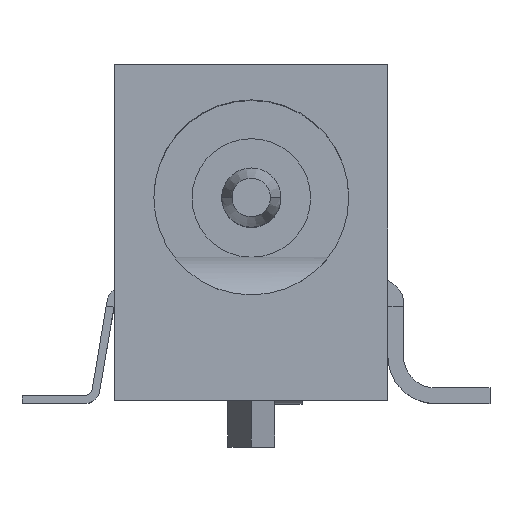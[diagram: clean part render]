
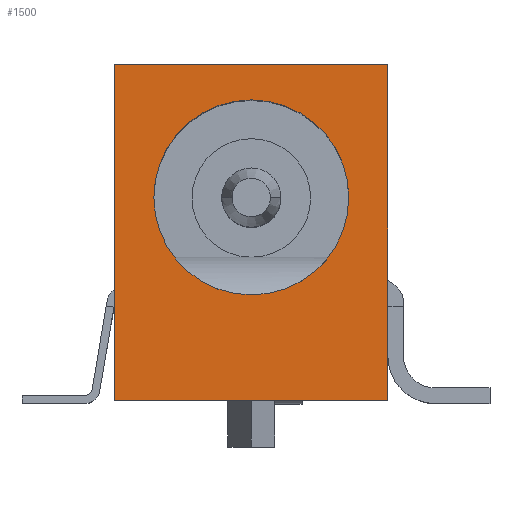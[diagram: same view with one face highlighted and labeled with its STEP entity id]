
A CAD part, top view. The second image highlights one B-rep face of the part: STEP entity #1500.
In plain terms, the highlighted planar face has unit normal (0, 0, 1).
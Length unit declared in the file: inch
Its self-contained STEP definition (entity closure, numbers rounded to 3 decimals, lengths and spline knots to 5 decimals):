
#62 = ORIENTED_EDGE ( 'NONE', *, *, #2326, .F. ) ;
#391 = VERTEX_POINT ( 'NONE', #2351 ) ;
#396 = DIRECTION ( 'NONE',  ( 0., -1., 0. ) ) ;
#421 = DIRECTION ( 'NONE',  ( -1., 0., 0. ) ) ;
#437 = LINE ( 'NONE', #1806, #4009 ) ;
#477 = FACE_OUTER_BOUND ( 'NONE', #1121, .T. ) ;
#520 = CARTESIAN_POINT ( 'NONE',  ( 0., 0.264, 0.26 ) ) ;
#561 = AXIS2_PLACEMENT_3D ( 'NONE', #520, #3758, #1530 ) ;
#674 = CARTESIAN_POINT ( 'NONE',  ( -0.125, 0.264, 0.26 ) ) ;
#685 = VERTEX_POINT ( 'NONE', #2823 ) ;
#791 = VERTEX_POINT ( 'NONE', #1568 ) ;
#951 = CARTESIAN_POINT ( 'NONE',  ( -0.175, 0.004, 0.26 ) ) ;
#955 = ORIENTED_EDGE ( 'NONE', *, *, #3620, .F. ) ;
#974 = VECTOR ( 'NONE', #2645, 39.37008 ) ;
#982 = CIRCLE ( 'NONE', #1605, 0.125 ) ;
#1011 = CARTESIAN_POINT ( 'NONE',  ( 0.175, 0.434, 0.26 ) ) ;
#1081 = LINE ( 'NONE', #1353, #974 ) ;
#1121 = EDGE_LOOP ( 'NONE', ( #3524, #62, #1871, #4182 ) ) ;
#1353 = CARTESIAN_POINT ( 'NONE',  ( -0.175, 0.004, 0.26 ) ) ;
#1398 = VECTOR ( 'NONE', #2141, 39.37008 ) ;
#1500 = ADVANCED_FACE ( 'NONE', ( #2711, #477 ), #3868, .F. ) ;
#1530 = DIRECTION ( 'NONE',  ( 1., 0., 0. ) ) ;
#1568 = CARTESIAN_POINT ( 'NONE',  ( 0.175, 0.434, 0.26 ) ) ;
#1605 = AXIS2_PLACEMENT_3D ( 'NONE', #4083, #3111, #3765 ) ;
#1737 = CIRCLE ( 'NONE', #561, 0.125 ) ;
#1806 = CARTESIAN_POINT ( 'NONE',  ( -0.175, 0.434, 0.26 ) ) ;
#1855 = VECTOR ( 'NONE', #396, 39.37008 ) ;
#1871 = ORIENTED_EDGE ( 'NONE', *, *, #2134, .F. ) ;
#2050 = EDGE_LOOP ( 'NONE', ( #2924, #955 ) ) ;
#2110 = EDGE_CURVE ( 'NONE', #3149, #2362, #982, .T. ) ;
#2134 = EDGE_CURVE ( 'NONE', #685, #791, #2630, .T. ) ;
#2141 = DIRECTION ( 'NONE',  ( 1., 0., 0. ) ) ;
#2326 = EDGE_CURVE ( 'NONE', #791, #391, #4074, .T. ) ;
#2351 = CARTESIAN_POINT ( 'NONE',  ( 0.175, 0.004, 0.26 ) ) ;
#2362 = VERTEX_POINT ( 'NONE', #674 ) ;
#2405 = VERTEX_POINT ( 'NONE', #951 ) ;
#2461 = DIRECTION ( 'NONE',  ( 0., -1., 0. ) ) ;
#2630 = LINE ( 'NONE', #4073, #1398 ) ;
#2645 = DIRECTION ( 'NONE',  ( 1., 0., 0. ) ) ;
#2711 = FACE_BOUND ( 'NONE', #2050, .T. ) ;
#2823 = CARTESIAN_POINT ( 'NONE',  ( -0.175, 0.434, 0.26 ) ) ;
#2885 = EDGE_CURVE ( 'NONE', #2405, #391, #1081, .T. ) ;
#2924 = ORIENTED_EDGE ( 'NONE', *, *, #2110, .F. ) ;
#3020 = EDGE_CURVE ( 'NONE', #685, #2405, #437, .T. ) ;
#3111 = DIRECTION ( 'NONE',  ( 0., 0., 1. ) ) ;
#3149 = VERTEX_POINT ( 'NONE', #3522 ) ;
#3522 = CARTESIAN_POINT ( 'NONE',  ( 0.125, 0.264, 0.26 ) ) ;
#3524 = ORIENTED_EDGE ( 'NONE', *, *, #2885, .T. ) ;
#3608 = DIRECTION ( 'NONE',  ( 0., 0., -1. ) ) ;
#3620 = EDGE_CURVE ( 'NONE', #2362, #3149, #1737, .T. ) ;
#3758 = DIRECTION ( 'NONE',  ( 0., 0., 1. ) ) ;
#3765 = DIRECTION ( 'NONE',  ( 1., 0., 0. ) ) ;
#3868 = PLANE ( 'NONE',  #3914 ) ;
#3881 = CARTESIAN_POINT ( 'NONE',  ( -0.175, 0.434, 0.26 ) ) ;
#3914 = AXIS2_PLACEMENT_3D ( 'NONE', #3881, #3608, #421 ) ;
#4009 = VECTOR ( 'NONE', #2461, 39.37008 ) ;
#4073 = CARTESIAN_POINT ( 'NONE',  ( -0.175, 0.434, 0.26 ) ) ;
#4074 = LINE ( 'NONE', #1011, #1855 ) ;
#4083 = CARTESIAN_POINT ( 'NONE',  ( 0., 0.264, 0.26 ) ) ;
#4182 = ORIENTED_EDGE ( 'NONE', *, *, #3020, .T. ) ;
